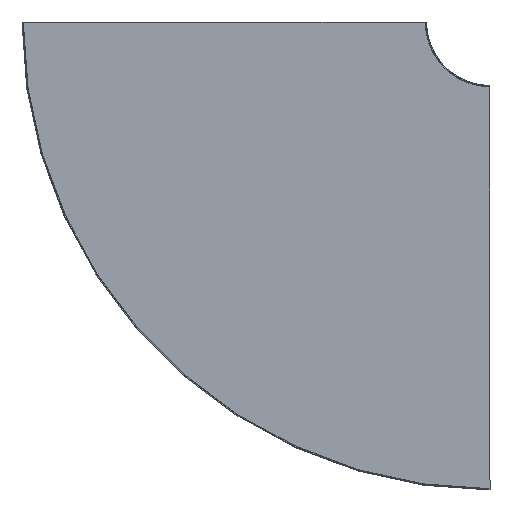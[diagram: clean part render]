
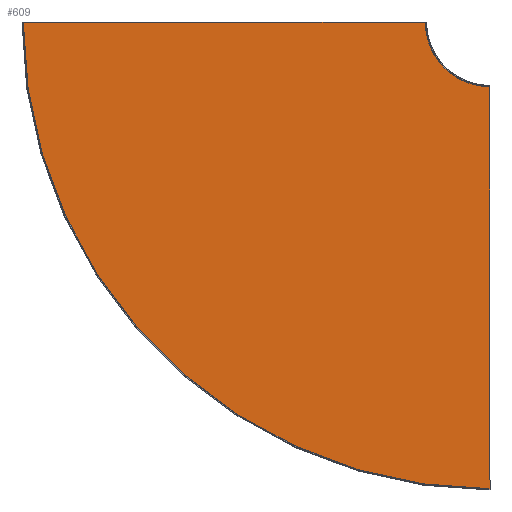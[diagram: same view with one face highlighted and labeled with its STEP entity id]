
A CAD part, front view. The second image highlights one B-rep face of the part: STEP entity #609.
In plain terms, the highlighted planar face has unit normal (0, -1, 0).
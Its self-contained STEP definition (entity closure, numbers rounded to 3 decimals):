
#30 = FACE_OUTER_BOUND ( 'NONE', #342, .T. ) ;
#47 = DIRECTION ( 'NONE',  ( 0., 0., 1. ) ) ;
#63 = VERTEX_POINT ( 'NONE', #417 ) ;
#86 = AXIS2_PLACEMENT_3D ( 'NONE', #118, #163, #47 ) ;
#92 = DIRECTION ( 'NONE',  ( 0., 0., 1. ) ) ;
#95 = VERTEX_POINT ( 'NONE', #530 ) ;
#103 = CARTESIAN_POINT ( 'NONE',  ( 0., -1., -97.5 ) ) ;
#107 = VERTEX_POINT ( 'NONE', #812 ) ;
#108 = AXIS2_PLACEMENT_3D ( 'NONE', #212, #211, #196 ) ;
#115 = CARTESIAN_POINT ( 'NONE',  ( 0., -1., -702.5 ) ) ;
#118 = CARTESIAN_POINT ( 'NONE',  ( 0., -1., 0. ) ) ;
#163 = DIRECTION ( 'NONE',  ( 0., 1., 0. ) ) ;
#181 = CARTESIAN_POINT ( 'NONE',  ( -97.5, -1., 0. ) ) ;
#196 = DIRECTION ( 'NONE',  ( 0., 0., 1. ) ) ;
#211 = DIRECTION ( 'NONE',  ( 0., 1., 0. ) ) ;
#212 = CARTESIAN_POINT ( 'NONE',  ( 0., -1., 0. ) ) ;
#215 = DIRECTION ( 'NONE',  ( 0., 0., -1. ) ) ;
#221 = DIRECTION ( 'NONE',  ( 0., -1., 0. ) ) ;
#226 = CARTESIAN_POINT ( 'NONE',  ( 0., -1., -97.5 ) ) ;
#327 = PLANE ( 'NONE',  #755 ) ;
#342 = EDGE_LOOP ( 'NONE', ( #775, #476, #539, #823 ) ) ;
#417 = CARTESIAN_POINT ( 'NONE',  ( 0., -1., -97.5 ) ) ;
#458 = EDGE_CURVE ( 'NONE', #771, #95, #478, .T. ) ;
#476 = ORIENTED_EDGE ( 'NONE', *, *, #490, .F. ) ;
#477 = EDGE_CURVE ( 'NONE', #63, #107, #790, .T. ) ;
#478 = CIRCLE ( 'NONE', #108, 702.5 ) ;
#490 = EDGE_CURVE ( 'NONE', #95, #107, #647, .T. ) ;
#494 = EDGE_CURVE ( 'NONE', #771, #63, #553, .T. ) ;
#530 = CARTESIAN_POINT ( 'NONE',  ( -702.5, -1., 0. ) ) ;
#539 = ORIENTED_EDGE ( 'NONE', *, *, #458, .F. ) ;
#553 = LINE ( 'NONE', #103, #794 ) ;
#609 = ADVANCED_FACE ( 'NONE', ( #30 ), #327, .T. ) ;
#647 = LINE ( 'NONE', #181, #684 ) ;
#684 = VECTOR ( 'NONE', #687, 1000. ) ;
#687 = DIRECTION ( 'NONE',  ( 1., 0., 0. ) ) ;
#755 = AXIS2_PLACEMENT_3D ( 'NONE', #226, #221, #215 ) ;
#771 = VERTEX_POINT ( 'NONE', #115 ) ;
#775 = ORIENTED_EDGE ( 'NONE', *, *, #477, .T. ) ;
#790 = CIRCLE ( 'NONE', #86, 97.5 ) ;
#794 = VECTOR ( 'NONE', #92, 1000. ) ;
#812 = CARTESIAN_POINT ( 'NONE',  ( -97.5, -1., 0. ) ) ;
#823 = ORIENTED_EDGE ( 'NONE', *, *, #494, .T. ) ;
